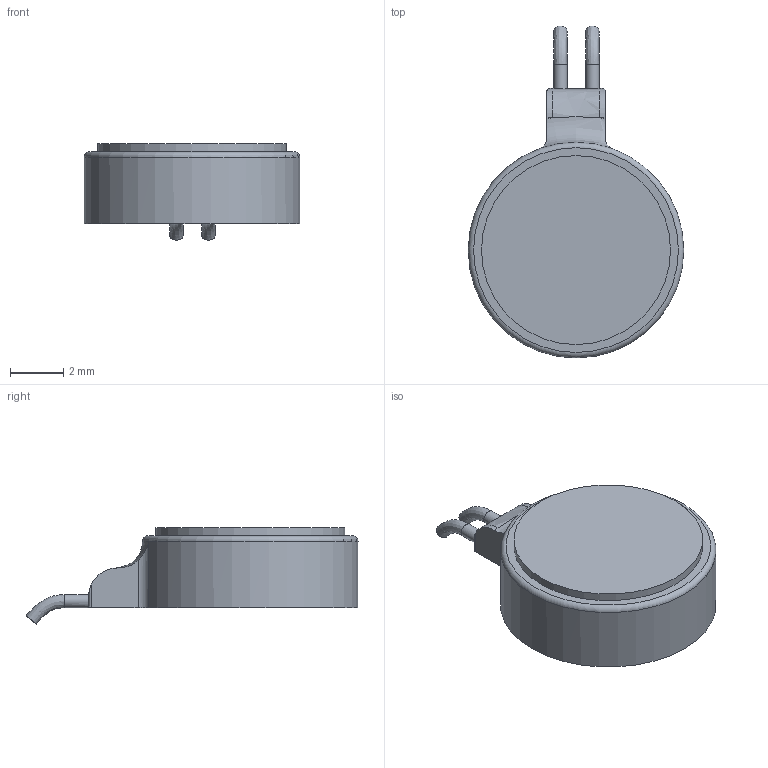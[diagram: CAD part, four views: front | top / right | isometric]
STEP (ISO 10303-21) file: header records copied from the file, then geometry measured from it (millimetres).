
FILE_DESCRIPTION(/* description */ (''),/* implementation_level */ '2;1');
FILE_NAME(/* name */ 'Vibration Motor v1.step',/* time_stamp */ '2021-05-04T09:30:46+01:00',/* author */ (''),/* organization */ (''),/* preprocessor_version */ 'ST-DEVELOPER v18.1',/* originating_system */ 'Autodesk Translation Framework v10.6.0.1341',/* authorisation */ '');
FILE_SCHEMA (('AUTOMOTIVE_DESIGN { 1 0 10303 214 3 1 1 }'));
Length unit declared in the file: millimetre
Products named in the file (1): Vibration Motor
Bounding box: 8.08 x 12.45 x 3.61 mm (x, y, z)
Volume: 157.9 mm3; surface area: 277.9 mm2
Topology: 4 solids, 4 shells, 38 faces, 79 edges, 49 vertices
Faces by surface type: plane 17, cylinder 16, bspline 3, torus 2
Full cylindrical faces by diameter (mm): 0.5 x2, 7.088 x1
Entity records: 1458 total; most frequent: CARTESIAN_POINT 594, DIRECTION 172, ORIENTED_EDGE 162, EDGE_CURVE 81, AXIS2_PLACEMENT_3D 72, VERTEX_POINT 49, FACE_OUTER_BOUND 38, EDGE_LOOP 38
